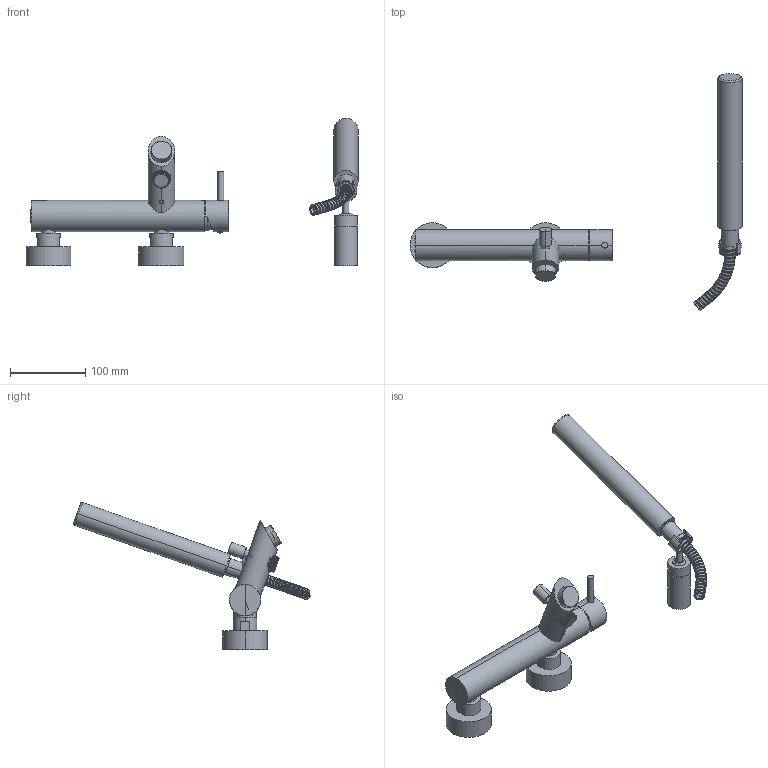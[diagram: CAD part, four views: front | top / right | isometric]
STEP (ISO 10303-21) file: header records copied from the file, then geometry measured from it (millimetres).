
FILE_DESCRIPTION((''),'2;1');
FILE_NAME('LIG023CR','2021-01-14T14:38:41',('ut3'),('PAFFONI SpA'),'CREO PARAMETRIC BY PTC INC, 2020044','CREO PARAMETRIC BY PTC INC, 2020044','');
FILE_SCHEMA(('CONFIG_CONTROL_DESIGN','SHAPE_APPEARANCE_LAYERS_GROUPS'));
Length unit declared in the file: millimetre
Products named in the file (1): LIG023CR
Bounding box: 440.85 x 314.44 x 195.37 mm (x, y, z)
Volume: 736284.1 mm3; surface area: 155281.1 mm2
Topology: 4 solids, 4 shells, 1433 faces, 4002 edges, 2585 vertices
Faces by surface type: plane 1033, cylinder 213, cone 98, bspline 59, sphere 16, torus 14
Entity records: 88391 total; most frequent: CARTESIAN_POINT 40037, ORIENTED_EDGE 7952, DIRECTION 7940, EDGE_CURVE 3976, AXIS2_PLACEMENT_3D 2838, VERTEX_POINT 2585, VECTOR 2264, LINE 2264
